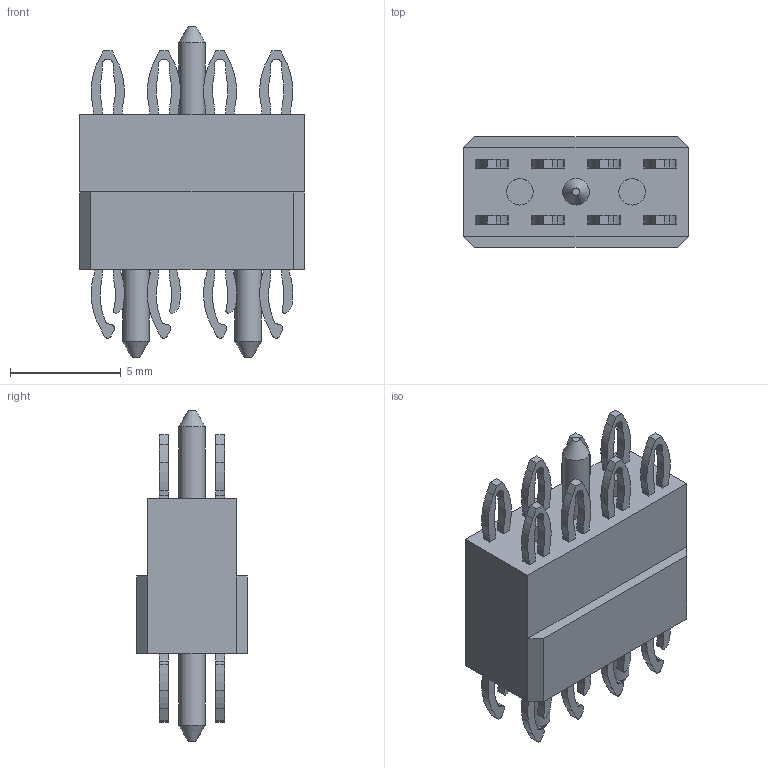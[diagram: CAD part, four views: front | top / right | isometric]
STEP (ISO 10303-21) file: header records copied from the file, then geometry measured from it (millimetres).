
FILE_DESCRIPTION(/* description */ (''),/* implementation_level */ '2;1');
FILE_NAME(/* name */ 'B2B-KON_41.08.254.01.01.step',/* time_stamp */ '2024-04-03T07:03:57+02:00',/* author */ (''),/* organization */ (''),/* preprocessor_version */ 'ST-DEVELOPER v20',/* originating_system */ 'Autodesk Translation Framework v12.20.1.177',/* authorisation */ '');
FILE_SCHEMA (('AUTOMOTIVE_DESIGN { 1 0 10303 214 3 1 1 }'));
Length unit declared in the file: millimetre
Products named in the file (1): B2B-KON_41.08.254.01.01
Bounding box: 10.16 x 5 x 15 mm (x, y, z)
Volume: 323.4 mm3; surface area: 544 mm2
Topology: 1 solids, 1 shells, 421 faces, 1184 edges, 787 vertices
Faces by surface type: cylinder 238, plane 180, cone 3
Full cylindrical faces by diameter (mm): 1.2 x6
Entity records: 13833 total; most frequent: DIRECTION 2507, CARTESIAN_POINT 2393, ORIENTED_EDGE 2368, EDGE_CURVE 1184, AXIS2_PLACEMENT_3D 901, VERTEX_POINT 787, LINE 705, VECTOR 705
